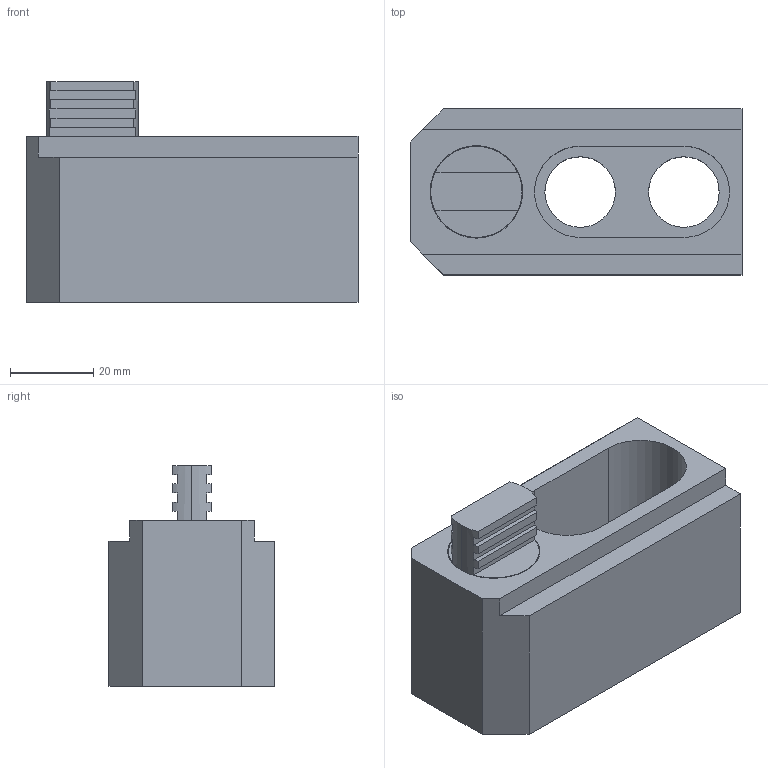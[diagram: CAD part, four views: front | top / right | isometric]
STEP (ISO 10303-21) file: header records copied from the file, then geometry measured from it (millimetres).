
FILE_DESCRIPTION(('STEP AP214'),'1');
FILE_NAME(' ',' ',('TraceParts'),('TraceParts S.A.'),'XStep 1.0',' ',' ');
FILE_SCHEMA(('automotive_design'));
Length unit declared in the file: millimetre
Products named in the file (1): 1
Bounding box: 80 x 40 x 53.2 mm (x, y, z)
Volume: 89165.8 mm3; surface area: 21434.5 mm2
Topology: 1 solids, 1 shells, 56 faces, 152 edges, 99 vertices
Faces by surface type: plane 40, cylinder 10, cone 6
Entity records: 3485 total; most frequent: DIRECTION 314, STYLED_ITEM 306, PRESENTATION_STYLE_ASSIGNMENT 306, CARTESIAN_POINT 306, COLOUR_RGB 306, ORIENTED_EDGE 300, EDGE_CURVE 150, CURVE_STYLE 150
